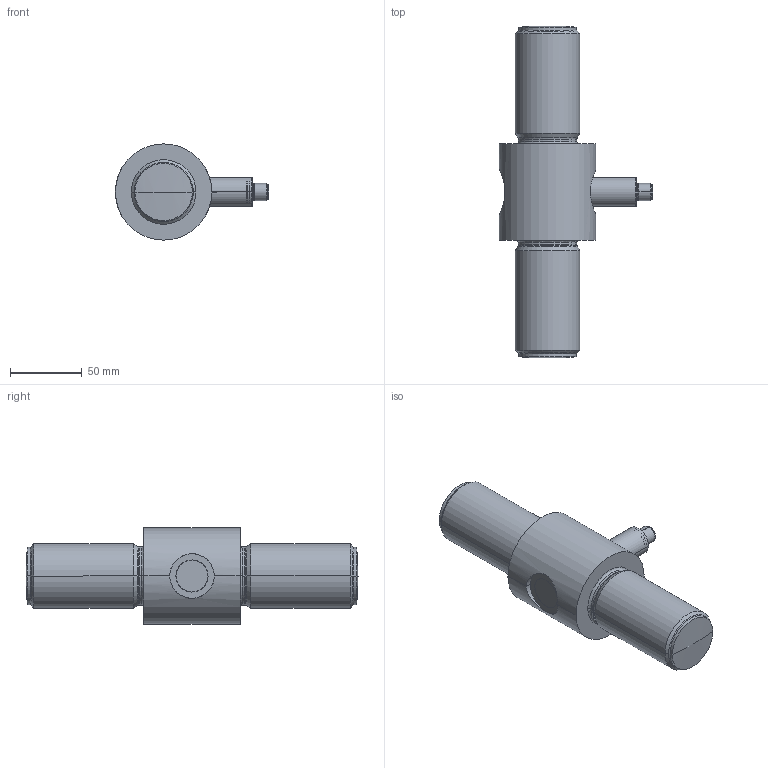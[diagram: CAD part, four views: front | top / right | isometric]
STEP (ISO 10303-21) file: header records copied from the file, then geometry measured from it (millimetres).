
FILE_DESCRIPTION((''),'2;1');
FILE_NAME('F2301_200KN','2023-08-21T13:26:47',('BaderW'),(''),'CREO PARAMETRIC BY PTC INC, 2022414','CREO PARAMETRIC BY PTC INC, 2022414','');
FILE_SCHEMA(('AP242_MANAGED_MODEL_BASED_3D_ENGINEERING_MIM_LF { 1 0 10303 442 1 1 4 }'));
Length unit declared in the file: millimetre
Products named in the file (1): F2301_200KN
Bounding box: 106.5 x 231 x 67 mm (x, y, z)
Volume: 494310 mm3; surface area: 68662.1 mm2
Topology: 1 solids, 11 shells, 181 faces, 406 edges, 241 vertices
Faces by surface type: cylinder 88, plane 41, cone 21, sphere 14, revolution 9, torus 6, extrusion 2
Entity records: 6024 total; most frequent: CARTESIAN_POINT 1031, DIRECTION 941, ORIENTED_EDGE 772, EDGE_CURVE 392, AXIS2_PLACEMENT_3D 390, VERTEX_POINT 241, CIRCLE 219, EDGE_LOOP 207
